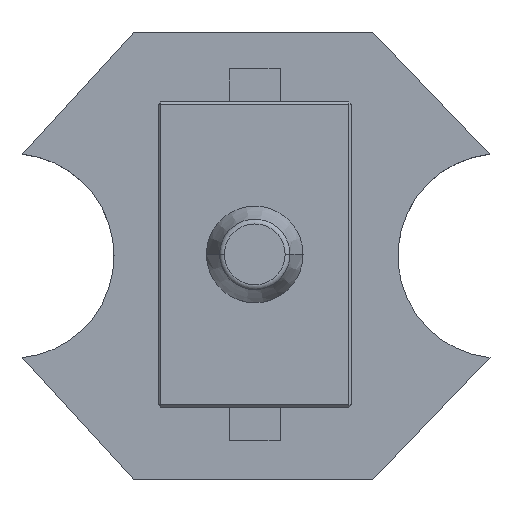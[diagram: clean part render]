
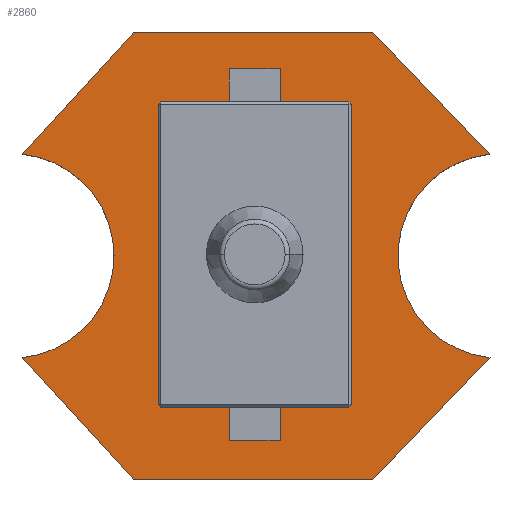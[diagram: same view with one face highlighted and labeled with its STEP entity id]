
A CAD part, top view. The second image highlights one B-rep face of the part: STEP entity #2860.
In plain terms, the highlighted planar face has unit normal (0, 0, 1).
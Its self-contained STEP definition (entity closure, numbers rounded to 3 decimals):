
#117 = AXIS2_PLACEMENT_3D ( 'NONE', #1766, #1428, #1794 ) ;
#191 = DIRECTION ( 'NONE',  ( -0.676, 0.737, 0. ) ) ;
#236 = CARTESIAN_POINT ( 'NONE',  ( 49.991, -50., 1.6 ) ) ;
#308 = LINE ( 'NONE', #1188, #978 ) ;
#332 = EDGE_CURVE ( 'NONE', #3830, #2986, #735, .T. ) ;
#345 = FACE_OUTER_BOUND ( 'NONE', #902, .T. ) ;
#365 = CARTESIAN_POINT ( 'NONE',  ( 45.2, -50., 1.6 ) ) ;
#383 = DIRECTION ( 'NONE',  ( 1., 0., 0. ) ) ;
#397 = LINE ( 'NONE', #3486, #888 ) ;
#422 = DIRECTION ( 'NONE',  ( 1., 0., 0. ) ) ;
#454 = EDGE_CURVE ( 'NONE', #2405, #2601, #3089, .T. ) ;
#568 = CARTESIAN_POINT ( 'NONE',  ( 45.4, -52., 1.6 ) ) ;
#575 = CARTESIAN_POINT ( 'NONE',  ( 54.601, -52., 1.6 ) ) ;
#648 = VECTOR ( 'NONE', #2838, 1000. ) ;
#659 = DIRECTION ( 'NONE',  ( 0., 0., 1. ) ) ;
#687 = DIRECTION ( 'NONE',  ( 1., 0., 0. ) ) ;
#724 = LINE ( 'NONE', #1080, #3078 ) ;
#735 = LINE ( 'NONE', #3190, #648 ) ;
#745 = ORIENTED_EDGE ( 'NONE', *, *, #1202, .F. ) ;
#843 = DIRECTION ( 'NONE',  ( 0., -1., 0. ) ) ;
#845 = VERTEX_POINT ( 'NONE', #568 ) ;
#881 = CIRCLE ( 'NONE', #3455, 2.01 ) ;
#886 = PLANE ( 'NONE',  #2299 ) ;
#888 = VECTOR ( 'NONE', #4088, 1000. ) ;
#902 = EDGE_LOOP ( 'NONE', ( #2063, #3932, #1846, #1496, #3582, #2174, #3244, #3457, #745 ) ) ;
#978 = VECTOR ( 'NONE', #2744, 1000. ) ;
#1063 = CARTESIAN_POINT ( 'NONE',  ( 47.6, -45.6, 1.6 ) ) ;
#1080 = CARTESIAN_POINT ( 'NONE',  ( 47.6, -54.4, 1.6 ) ) ;
#1188 = CARTESIAN_POINT ( 'NONE',  ( 52.3, -54.4, 1.6 ) ) ;
#1202 = EDGE_CURVE ( 'NONE', #2601, #3830, #1244, .T. ) ;
#1244 = CIRCLE ( 'NONE', #117, 2.01 ) ;
#1428 = DIRECTION ( 'NONE',  ( 0., 0., 1. ) ) ;
#1483 = EDGE_CURVE ( 'NONE', #3975, #2607, #397, .T. ) ;
#1496 = ORIENTED_EDGE ( 'NONE', *, *, #3513, .F. ) ;
#1581 = CARTESIAN_POINT ( 'NONE',  ( 52.3, -54.4, 1.6 ) ) ;
#1648 = DIRECTION ( 'NONE',  ( 0.692, -0.722, 0. ) ) ;
#1691 = VERTEX_POINT ( 'NONE', #1695 ) ;
#1695 = CARTESIAN_POINT ( 'NONE',  ( 47.6, -54.4, 1.6 ) ) ;
#1766 = CARTESIAN_POINT ( 'NONE',  ( 54.8, -50., 1.6 ) ) ;
#1794 = DIRECTION ( 'NONE',  ( 1., 0., 0. ) ) ;
#1846 = ORIENTED_EDGE ( 'NONE', *, *, #1483, .F. ) ;
#1985 = CARTESIAN_POINT ( 'NONE',  ( 47.6, -45.6, 1.6 ) ) ;
#2005 = CARTESIAN_POINT ( 'NONE',  ( 54.6, -48., 1.6 ) ) ;
#2063 = ORIENTED_EDGE ( 'NONE', *, *, #454, .F. ) ;
#2174 = ORIENTED_EDGE ( 'NONE', *, *, #2721, .F. ) ;
#2259 = VERTEX_POINT ( 'NONE', #3952 ) ;
#2299 = AXIS2_PLACEMENT_3D ( 'NONE', #236, #3127, #843 ) ;
#2373 = EDGE_CURVE ( 'NONE', #2986, #1691, #308, .T. ) ;
#2405 = VERTEX_POINT ( 'NONE', #4040 ) ;
#2601 = VERTEX_POINT ( 'NONE', #2005 ) ;
#2607 = VERTEX_POINT ( 'NONE', #1985 ) ;
#2721 = EDGE_CURVE ( 'NONE', #1691, #845, #724, .T. ) ;
#2744 = DIRECTION ( 'NONE',  ( -1., 0., 0. ) ) ;
#2838 = DIRECTION ( 'NONE',  ( -0.692, -0.722, 0. ) ) ;
#2860 = ADVANCED_FACE ( 'NONE', ( #345 ), #886, .F. ) ;
#2894 = CARTESIAN_POINT ( 'NONE',  ( 52.3, -45.6, 1.6 ) ) ;
#2973 = LINE ( 'NONE', #1063, #3372 ) ;
#2986 = VERTEX_POINT ( 'NONE', #1581 ) ;
#3073 = EDGE_CURVE ( 'NONE', #845, #2259, #3074, .T. ) ;
#3074 = CIRCLE ( 'NONE', #3526, 2.01 ) ;
#3078 = VECTOR ( 'NONE', #191, 1000. ) ;
#3089 = LINE ( 'NONE', #2894, #3481 ) ;
#3127 = DIRECTION ( 'NONE',  ( 0., 0., -1. ) ) ;
#3190 = CARTESIAN_POINT ( 'NONE',  ( 54.601, -52., 1.6 ) ) ;
#3244 = ORIENTED_EDGE ( 'NONE', *, *, #2373, .F. ) ;
#3249 = DIRECTION ( 'NONE',  ( 0., 0., 1. ) ) ;
#3372 = VECTOR ( 'NONE', #422, 1000. ) ;
#3455 = AXIS2_PLACEMENT_3D ( 'NONE', #3506, #659, #383 ) ;
#3457 = ORIENTED_EDGE ( 'NONE', *, *, #332, .F. ) ;
#3481 = VECTOR ( 'NONE', #1648, 1000. ) ;
#3482 = CARTESIAN_POINT ( 'NONE',  ( 45.4, -48., 1.6 ) ) ;
#3486 = CARTESIAN_POINT ( 'NONE',  ( 45.4, -48., 1.6 ) ) ;
#3506 = CARTESIAN_POINT ( 'NONE',  ( 45.2, -50., 1.6 ) ) ;
#3513 = EDGE_CURVE ( 'NONE', #2259, #3975, #881, .T. ) ;
#3526 = AXIS2_PLACEMENT_3D ( 'NONE', #365, #3249, #687 ) ;
#3582 = ORIENTED_EDGE ( 'NONE', *, *, #3073, .F. ) ;
#3679 = EDGE_CURVE ( 'NONE', #2607, #2405, #2973, .T. ) ;
#3830 = VERTEX_POINT ( 'NONE', #575 ) ;
#3932 = ORIENTED_EDGE ( 'NONE', *, *, #3679, .F. ) ;
#3952 = CARTESIAN_POINT ( 'NONE',  ( 47.21, -50., 1.6 ) ) ;
#3975 = VERTEX_POINT ( 'NONE', #3482 ) ;
#4040 = CARTESIAN_POINT ( 'NONE',  ( 52.3, -45.6, 1.6 ) ) ;
#4088 = DIRECTION ( 'NONE',  ( 0.676, 0.737, 0. ) ) ;
